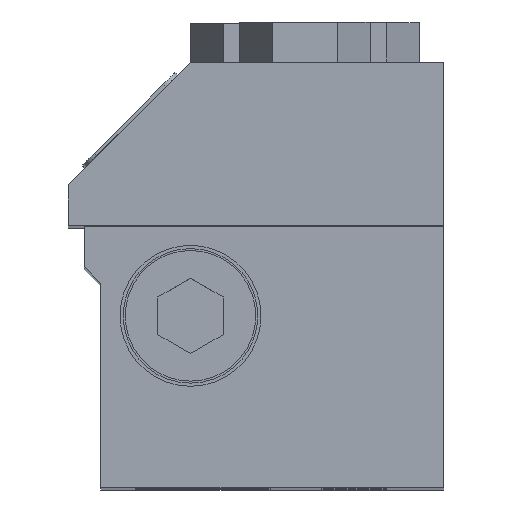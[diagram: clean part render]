
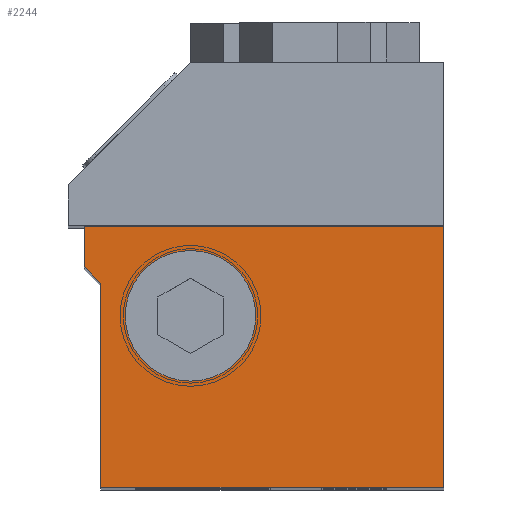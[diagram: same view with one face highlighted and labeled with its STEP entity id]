
A CAD part, top view. The second image highlights one B-rep face of the part: STEP entity #2244.
In plain terms, the highlighted planar face has unit normal (0, 0, 1).
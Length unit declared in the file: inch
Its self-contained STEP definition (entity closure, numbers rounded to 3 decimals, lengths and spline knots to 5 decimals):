
#540=CARTESIAN_POINT('',(-0.31246,0.66735,6.0));
#541=VERTEX_POINT('',#540);
#542=CARTESIAN_POINT('',(1.06254,0.66735,6.0));
#543=VERTEX_POINT('',#542);
#544=CARTESIAN_POINT('',(-0.31246,0.66735,6.0));
#545=DIRECTION('',(1.0,0.0,0.0));
#546=VECTOR('',#545,1.375);
#547=LINE('',#544,#546);
#548=EDGE_CURVE('',#541,#543,#547,.T.);
#1428=CARTESIAN_POINT('',(0.34379,0.3236,6.0));
#1429=VERTEX_POINT('',#1428);
#1430=CARTESIAN_POINT('',(0.09379,0.3236,6.0));
#1431=DIRECTION('',(0.0,0.0,-1.0));
#1432=DIRECTION('',(1.0,0.0,0.0));
#1433=AXIS2_PLACEMENT_3D('',#1430,#1431,#1432);
#1434=CIRCLE('',#1433,0.25);
#1435=EDGE_CURVE('',#1429,#1429,#1434,.T.);
#2066=CARTESIAN_POINT('',(1.06254,-0.33265,6.0));
#2067=VERTEX_POINT('',#2066);
#2068=CARTESIAN_POINT('',(1.06254,0.66735,6.0));
#2069=DIRECTION('',(0.0,-1.0,0.0));
#2070=VECTOR('',#2069,1.0);
#2071=LINE('',#2068,#2070);
#2072=EDGE_CURVE('',#543,#2067,#2071,.T.);
#2097=CARTESIAN_POINT('',(-0.24996,-0.33265,6.0));
#2098=VERTEX_POINT('',#2097);
#2099=CARTESIAN_POINT('',(1.06254,-0.33265,6.0));
#2100=DIRECTION('',(-1.0,0.0,0.0));
#2101=VECTOR('',#2100,1.3125);
#2102=LINE('',#2099,#2101);
#2103=EDGE_CURVE('',#2067,#2098,#2102,.T.);
#2149=CARTESIAN_POINT('',(-0.24996,0.4486,6.0));
#2150=VERTEX_POINT('',#2149);
#2151=CARTESIAN_POINT('',(-0.24996,-0.33265,6.0));
#2152=DIRECTION('',(0.0,1.0,0.0));
#2153=VECTOR('',#2152,0.78125);
#2154=LINE('',#2151,#2153);
#2155=EDGE_CURVE('',#2098,#2150,#2154,.T.);
#2180=CARTESIAN_POINT('',(-0.31246,0.5111,6.0));
#2181=VERTEX_POINT('',#2180);
#2182=CARTESIAN_POINT('',(-0.24996,0.4486,6.0));
#2183=DIRECTION('',(-0.707,0.707,0.0));
#2184=VECTOR('',#2183,0.08839);
#2185=LINE('',#2182,#2184);
#2186=EDGE_CURVE('',#2150,#2181,#2185,.T.);
#2211=CARTESIAN_POINT('',(-0.31246,0.5111,6.0));
#2212=DIRECTION('',(0.0,1.0,0.0));
#2213=VECTOR('',#2212,0.15625);
#2214=LINE('',#2211,#2213);
#2215=EDGE_CURVE('',#2181,#541,#2214,.T.);
#2228=CARTESIAN_POINT('',(0.39092,0.1757,6.0));
#2229=DIRECTION('',(0.0,0.0,1.0));
#2230=DIRECTION('',(1.0,0.0,0.0));
#2231=AXIS2_PLACEMENT_3D('',#2228,#2229,#2230);
#2232=PLANE('',#2231);
#2233=ORIENTED_EDGE('',*,*,#2072,.F.);
#2234=ORIENTED_EDGE('',*,*,#548,.F.);
#2235=ORIENTED_EDGE('',*,*,#2215,.F.);
#2236=ORIENTED_EDGE('',*,*,#2186,.F.);
#2237=ORIENTED_EDGE('',*,*,#2155,.F.);
#2238=ORIENTED_EDGE('',*,*,#2103,.F.);
#2239=EDGE_LOOP('',(#2233,#2234,#2235,#2236,#2237,#2238));
#2240=FACE_OUTER_BOUND('',#2239,.T.);
#2241=ORIENTED_EDGE('',*,*,#1435,.T.);
#2242=EDGE_LOOP('',(#2241));
#2243=FACE_BOUND('',#2242,.T.);
#2244=ADVANCED_FACE('',(#2240,#2243),#2232,.T.);
